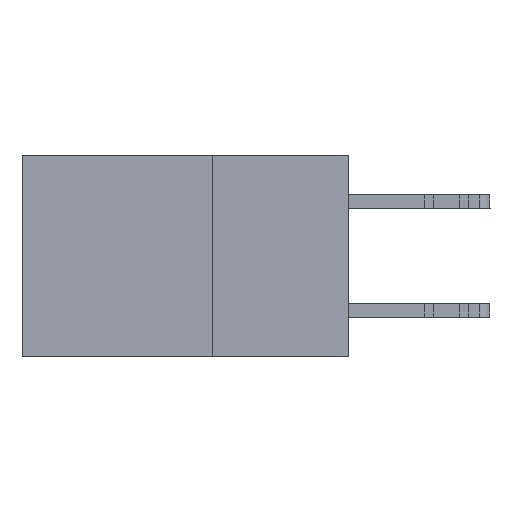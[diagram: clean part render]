
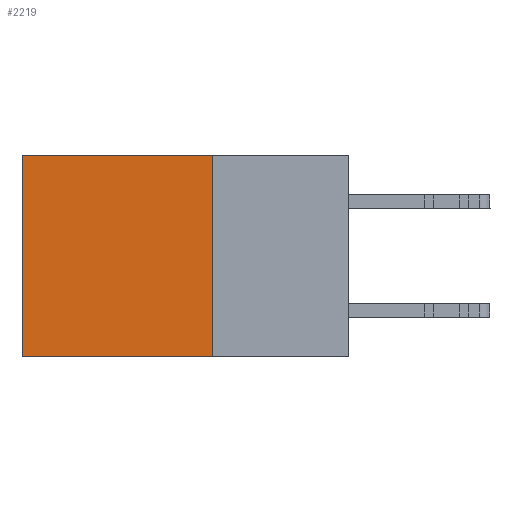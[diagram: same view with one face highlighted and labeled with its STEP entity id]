
A CAD part, left-side view. The second image highlights one B-rep face of the part: STEP entity #2219.
In plain terms, the highlighted planar face has unit normal (-1, 0, 0).
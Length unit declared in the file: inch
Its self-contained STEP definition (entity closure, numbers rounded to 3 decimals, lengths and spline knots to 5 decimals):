
#630 = DIRECTION ( 'NONE',  ( 0., 0., -1. ) ) ;
#779 = VECTOR ( 'NONE', #630, 39.37008 ) ;
#845 = VECTOR ( 'NONE', #11826, 39.37008 ) ;
#1280 = CARTESIAN_POINT ( 'NONE',  ( 0.298, 0.25, -0.37 ) ) ;
#1497 = LINE ( 'NONE', #16596, #779 ) ;
#2219 = ADVANCED_FACE ( 'NONE', ( #7341 ), #14860, .F. ) ;
#3208 = DIRECTION ( 'NONE',  ( 0., 1., 0. ) ) ;
#4596 = ORIENTED_EDGE ( 'NONE', *, *, #23302, .T. ) ;
#5471 = CARTESIAN_POINT ( 'NONE',  ( 0.298, 0.6, 0. ) ) ;
#5729 = CARTESIAN_POINT ( 'NONE',  ( 0.298, 0.25, 0. ) ) ;
#6238 = EDGE_LOOP ( 'NONE', ( #6323, #17856, #15917, #4596 ) ) ;
#6323 = ORIENTED_EDGE ( 'NONE', *, *, #19494, .T. ) ;
#6951 = LINE ( 'NONE', #27508, #845 ) ;
#7341 = FACE_OUTER_BOUND ( 'NONE', #6238, .T. ) ;
#8036 = CARTESIAN_POINT ( 'NONE',  ( 0.298, 0.25, 0. ) ) ;
#8314 = DIRECTION ( 'NONE',  ( 1., 0., 0. ) ) ;
#8737 = CARTESIAN_POINT ( 'NONE',  ( 0.298, 0.6, -0.37 ) ) ;
#11826 = DIRECTION ( 'NONE',  ( 0., 1., 0. ) ) ;
#14195 = AXIS2_PLACEMENT_3D ( 'NONE', #5729, #8314, #15623 ) ;
#14590 = CARTESIAN_POINT ( 'NONE',  ( 0.298, 0.25, 0. ) ) ;
#14860 = PLANE ( 'NONE',  #14195 ) ;
#15075 = VERTEX_POINT ( 'NONE', #8036 ) ;
#15623 = DIRECTION ( 'NONE',  ( 0., 0., -1. ) ) ;
#15917 = ORIENTED_EDGE ( 'NONE', *, *, #16288, .F. ) ;
#16288 = EDGE_CURVE ( 'NONE', #15075, #24105, #1497, .T. ) ;
#16596 = CARTESIAN_POINT ( 'NONE',  ( 0.298, 0.25, 0. ) ) ;
#17021 = VECTOR ( 'NONE', #3208, 39.37008 ) ;
#17856 = ORIENTED_EDGE ( 'NONE', *, *, #28653, .F. ) ;
#18477 = LINE ( 'NONE', #20254, #28949 ) ;
#19494 = EDGE_CURVE ( 'NONE', #26645, #29102, #18477, .T. ) ;
#20254 = CARTESIAN_POINT ( 'NONE',  ( 0.298, 0.6, 0. ) ) ;
#22520 = DIRECTION ( 'NONE',  ( 0., 0., -1. ) ) ;
#23302 = EDGE_CURVE ( 'NONE', #15075, #26645, #27246, .T. ) ;
#24105 = VERTEX_POINT ( 'NONE', #1280 ) ;
#26645 = VERTEX_POINT ( 'NONE', #5471 ) ;
#27246 = LINE ( 'NONE', #14590, #17021 ) ;
#27508 = CARTESIAN_POINT ( 'NONE',  ( 0.298, 0.25, -0.37 ) ) ;
#28653 = EDGE_CURVE ( 'NONE', #24105, #29102, #6951, .T. ) ;
#28949 = VECTOR ( 'NONE', #22520, 39.37008 ) ;
#29102 = VERTEX_POINT ( 'NONE', #8737 ) ;
